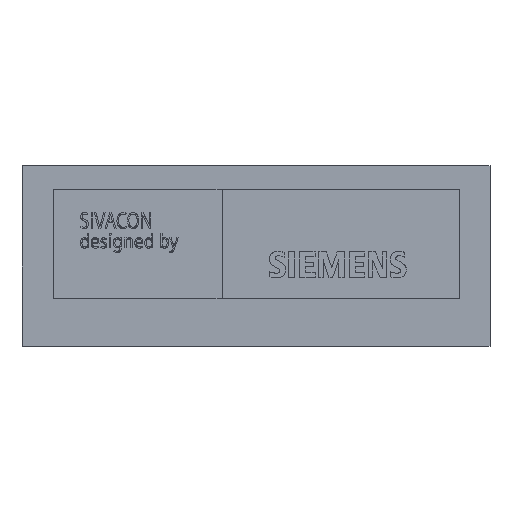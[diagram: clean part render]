
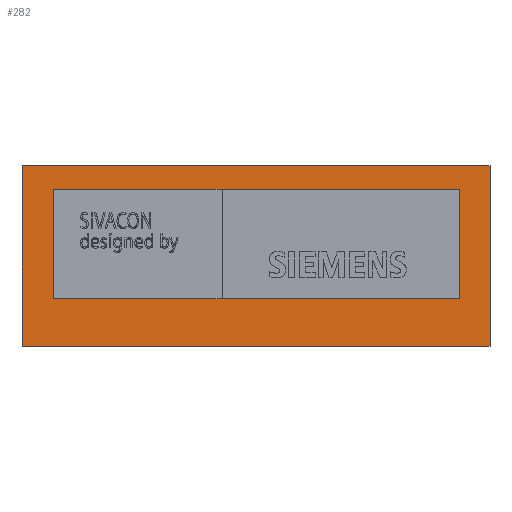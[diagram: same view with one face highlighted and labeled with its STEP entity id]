
A CAD part, top view. The second image highlights one B-rep face of the part: STEP entity #282.
In plain terms, the highlighted planar face has unit normal (0, 0, 1).
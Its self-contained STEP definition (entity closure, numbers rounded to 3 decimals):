
#282=ADVANCED_FACE('',(#824,#825,#826),#827,.T.);
#824=FACE_BOUND('',#1609,.T.);
#825=FACE_BOUND('',#1610,.T.);
#826=FACE_OUTER_BOUND('',#1611,.T.);
#827=PLANE('',#1612);
#1609=EDGE_LOOP('',(#2643,#2644,#2645,#2646));
#1610=EDGE_LOOP('',(#2647,#2648,#2649,#2650));
#1611=EDGE_LOOP('',(#2651,#2652,#2653,#2654));
#1612=AXIS2_PLACEMENT_3D('',#2655,#2656,#2657);
#2643=ORIENTED_EDGE('',*,*,#5391,.F.);
#2644=ORIENTED_EDGE('',*,*,#5394,.T.);
#2645=ORIENTED_EDGE('',*,*,#5395,.F.);
#2646=ORIENTED_EDGE('',*,*,#5396,.F.);
#2647=ORIENTED_EDGE('',*,*,#5397,.T.);
#2648=ORIENTED_EDGE('',*,*,#5398,.F.);
#2649=ORIENTED_EDGE('',*,*,#5399,.F.);
#2650=ORIENTED_EDGE('',*,*,#5387,.F.);
#2651=ORIENTED_EDGE('',*,*,#5400,.F.);
#2652=ORIENTED_EDGE('',*,*,#5401,.F.);
#2653=ORIENTED_EDGE('',*,*,#5402,.T.);
#2654=ORIENTED_EDGE('',*,*,#5403,.T.);
#2655=CARTESIAN_POINT('',(0.,46.1,16.));
#2656=DIRECTION('',(0.,0.,1.0));
#2657=DIRECTION('',(0.,1.0,0.0));
#5387=EDGE_CURVE('',#6445,#6447,#6448,.T.);
#5391=EDGE_CURVE('',#6451,#6453,#6454,.T.);
#5394=EDGE_CURVE('',#6451,#6457,#6458,.T.);
#5395=EDGE_CURVE('',#6459,#6457,#6460,.T.);
#5396=EDGE_CURVE('',#6453,#6459,#6461,.T.);
#5397=EDGE_CURVE('',#6445,#6462,#6463,.T.);
#5398=EDGE_CURVE('',#6464,#6462,#6465,.T.);
#5399=EDGE_CURVE('',#6447,#6464,#6466,.T.);
#5400=EDGE_CURVE('',#6467,#6468,#6469,.T.);
#5401=EDGE_CURVE('',#6470,#6467,#6471,.T.);
#5402=EDGE_CURVE('',#6470,#6472,#6473,.T.);
#5403=EDGE_CURVE('',#6472,#6468,#6474,.T.);
#6445=VERTEX_POINT('',#8361);
#6447=VERTEX_POINT('',#8364);
#6448=LINE('',#8365,#8366);
#6451=VERTEX_POINT('',#8370);
#6453=VERTEX_POINT('',#8373);
#6454=LINE('',#8374,#8375);
#6457=VERTEX_POINT('',#8379);
#6458=LINE('',#8380,#8381);
#6459=VERTEX_POINT('',#8382);
#6460=LINE('',#8383,#8384);
#6461=LINE('',#8385,#8386);
#6462=VERTEX_POINT('',#8387);
#6463=LINE('',#8388,#8389);
#6464=VERTEX_POINT('',#8390);
#6465=LINE('',#8391,#8392);
#6466=LINE('',#8393,#8394);
#6467=VERTEX_POINT('',#8395);
#6468=VERTEX_POINT('',#8396);
#6469=LINE('',#8397,#8398);
#6470=VERTEX_POINT('',#8399);
#6471=LINE('',#8400,#8401);
#6472=VERTEX_POINT('',#8402);
#6473=LINE('',#8403,#8404);
#6474=LINE('',#8405,#8406);
#8361=CARTESIAN_POINT('',(51.26,12.1,16.));
#8364=CARTESIAN_POINT('',(112.0,12.1,16.));
#8365=CARTESIAN_POINT('',(8.,12.1,16.));
#8366=VECTOR('',#10472,1.0);
#8370=CARTESIAN_POINT('',(51.16,40.1,16.));
#8373=CARTESIAN_POINT('',(8.,40.1,16.));
#8374=CARTESIAN_POINT('',(112.0,40.1,16.));
#8375=VECTOR('',#10475,1.0);
#8379=CARTESIAN_POINT('',(51.16,12.1,16.));
#8380=CARTESIAN_POINT('',(51.16,40.1,16.));
#8381=VECTOR('',#10477,1.0);
#8382=CARTESIAN_POINT('',(8.,12.1,16.));
#8383=CARTESIAN_POINT('',(8.,12.1,16.));
#8384=VECTOR('',#10478,1.0);
#8385=CARTESIAN_POINT('',(8.,40.1,16.));
#8386=VECTOR('',#10479,1.0);
#8387=CARTESIAN_POINT('',(51.26,40.1,16.));
#8388=CARTESIAN_POINT('',(51.26,12.1,16.));
#8389=VECTOR('',#10480,1.0);
#8390=CARTESIAN_POINT('',(112.0,40.1,16.));
#8391=CARTESIAN_POINT('',(112.0,40.1,16.));
#8392=VECTOR('',#10481,1.0);
#8393=CARTESIAN_POINT('',(112.0,12.1,16.));
#8394=VECTOR('',#10482,1.0);
#8395=CARTESIAN_POINT('',(119.7,46.1,16.));
#8396=CARTESIAN_POINT('',(119.7,0.0,16.));
#8397=CARTESIAN_POINT('',(119.7,46.1,16.));
#8398=VECTOR('',#10483,1.0);
#8399=CARTESIAN_POINT('',(0.,46.1,16.));
#8400=CARTESIAN_POINT('',(0.,46.1,16.));
#8401=VECTOR('',#10484,1.0);
#8402=CARTESIAN_POINT('',(0.,0.0,16.));
#8403=CARTESIAN_POINT('',(0.,46.1,16.));
#8404=VECTOR('',#10485,1.0);
#8405=CARTESIAN_POINT('',(0.,0.0,16.));
#8406=VECTOR('',#10486,1.0);
#10472=DIRECTION('',(1.0,0.,0.0));
#10475=DIRECTION('',(-1.0,0.0,0.0));
#10477=DIRECTION('',(0.,-1.0,0.0));
#10478=DIRECTION('',(1.0,0.,0.0));
#10479=DIRECTION('',(0.,-1.0,0.0));
#10480=DIRECTION('',(0.,1.0,0.0));
#10481=DIRECTION('',(-1.0,0.0,0.0));
#10482=DIRECTION('',(0.,1.0,0.0));
#10483=DIRECTION('',(0.,-1.0,0.));
#10484=DIRECTION('',(1.0,0.0,0.));
#10485=DIRECTION('',(0.,-1.0,0.));
#10486=DIRECTION('',(1.0,0.0,0.));
